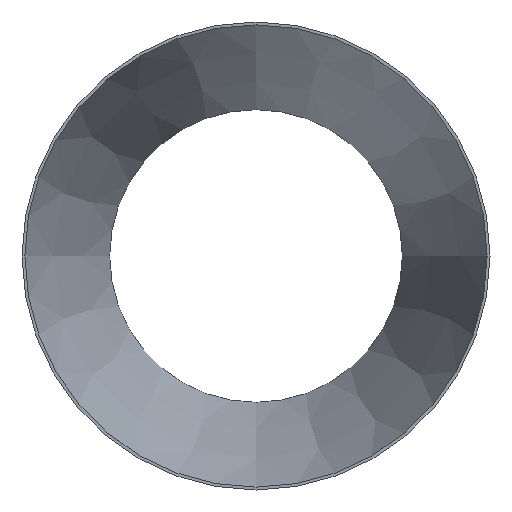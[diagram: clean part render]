
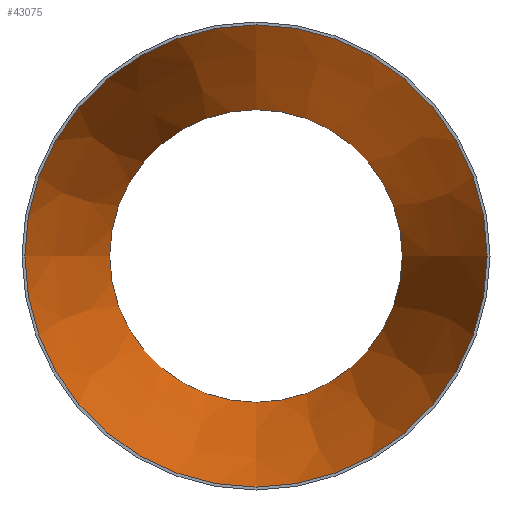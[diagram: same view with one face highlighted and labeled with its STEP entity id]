
A CAD part, front view. The second image highlights one B-rep face of the part: STEP entity #43075.
In plain terms, the highlighted conical face has half-angle 17.058 degrees and reference radius 250.862 mm.
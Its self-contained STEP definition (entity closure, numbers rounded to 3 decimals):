
#7077 = EDGE_LOOP ( 'NONE', ( #16179 ) ) ;
#8288 = DIRECTION ( 'NONE',  ( 0., 0., -1. ) ) ;
#16034 = EDGE_LOOP ( 'NONE', ( #46340 ) ) ;
#16179 = ORIENTED_EDGE ( 'NONE', *, *, #55461, .F. ) ;
#17189 = CIRCLE ( 'NONE', #35101, 158.812 ) ;
#17823 = CARTESIAN_POINT ( 'NONE',  ( 0., 300., 0. ) ) ;
#17844 = CARTESIAN_POINT ( 'NONE',  ( 0., 0., -250.862 ) ) ;
#21552 = CIRCLE ( 'NONE', #23753, 250.862 ) ;
#22399 = CONICAL_SURFACE ( 'NONE', #50359, 250.862, 0.298 ) ;
#23753 = AXIS2_PLACEMENT_3D ( 'NONE', #56241, #55549, #8288 ) ;
#31764 = EDGE_CURVE ( 'NONE', #49726, #49726, #21552, .T. ) ;
#35101 = AXIS2_PLACEMENT_3D ( 'NONE', #17823, #49703, #55284 ) ;
#39224 = VERTEX_POINT ( 'NONE', #60567 ) ;
#40848 = FACE_BOUND ( 'NONE', #7077, .T. ) ;
#43075 = ADVANCED_FACE ( 'NONE', ( #40848, #50666 ), #22399, .F. ) ;
#46340 = ORIENTED_EDGE ( 'NONE', *, *, #31764, .T. ) ;
#49703 = DIRECTION ( 'NONE',  ( 0., -1., 0. ) ) ;
#49726 = VERTEX_POINT ( 'NONE', #17844 ) ;
#50359 = AXIS2_PLACEMENT_3D ( 'NONE', #55907, #56257, #61504 ) ;
#50666 = FACE_OUTER_BOUND ( 'NONE', #16034, .T. ) ;
#55284 = DIRECTION ( 'NONE',  ( 0., 0., -1. ) ) ;
#55461 = EDGE_CURVE ( 'NONE', #39224, #39224, #17189, .T. ) ;
#55549 = DIRECTION ( 'NONE',  ( 0., -1., 0. ) ) ;
#55907 = CARTESIAN_POINT ( 'NONE',  ( 0., 0., 0. ) ) ;
#56241 = CARTESIAN_POINT ( 'NONE',  ( 0., 0., 0. ) ) ;
#56257 = DIRECTION ( 'NONE',  ( 0., -1., 0. ) ) ;
#60567 = CARTESIAN_POINT ( 'NONE',  ( 0., 300., -158.812 ) ) ;
#61504 = DIRECTION ( 'NONE',  ( 0., 0., -1. ) ) ;
